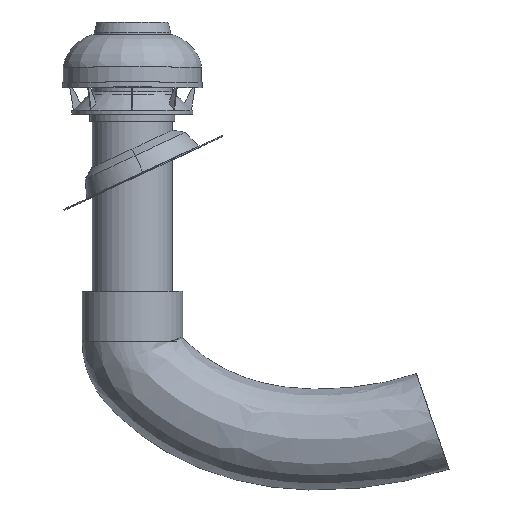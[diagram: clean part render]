
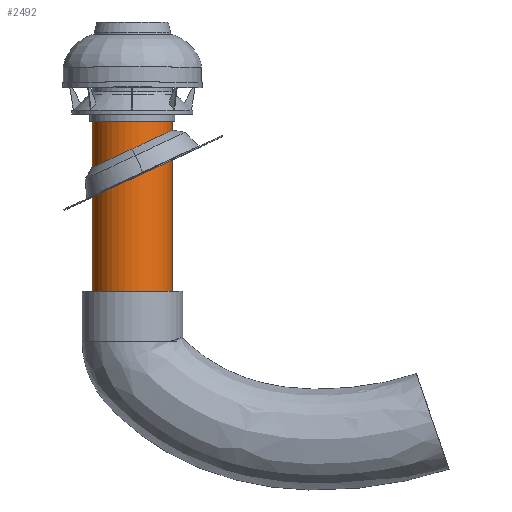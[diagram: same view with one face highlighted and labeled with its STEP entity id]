
A CAD part, top view. The second image highlights one B-rep face of the part: STEP entity #2492.
In plain terms, the highlighted cylindrical face has radius 80 mm (diameter 160 mm), a partial arc.
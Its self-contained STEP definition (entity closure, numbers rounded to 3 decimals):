
#2405=CARTESIAN_POINT('',(0.,20.,0.));
#2406=DIRECTION('',(0.,-1.,0.));
#2407=DIRECTION('',(1.,0.,0.));
#2408=AXIS2_PLACEMENT_3D('',#2405,#2406,#2407);
#2410=DIRECTION('',(0.,-1.,0.));
#2411=VECTOR('',#2410,370.);
#2412=CARTESIAN_POINT('',(80.,20.,0.));
#2413=LINE('',#2412,#2411);
#2419=DIRECTION('',(0.,-1.,0.));
#2420=VECTOR('',#2419,370.);
#2421=CARTESIAN_POINT('',(-80.,20.,0.));
#2422=LINE('',#2421,#2420);
#2446=CARTESIAN_POINT('',(0.,-350.,0.));
#2447=DIRECTION('',(0.,-1.,0.));
#2448=DIRECTION('',(1.,0.,0.));
#2449=AXIS2_PLACEMENT_3D('',#2446,#2447,#2448);
#2461=CARTESIAN_POINT('',(80.,20.,0.));
#2462=CARTESIAN_POINT('',(80.,-350.,0.));
#2463=VERTEX_POINT('',#2461);
#2464=VERTEX_POINT('',#2462);
#2465=CARTESIAN_POINT('',(-80.,20.,0.));
#2466=CARTESIAN_POINT('',(-80.,-350.,0.));
#2467=VERTEX_POINT('',#2465);
#2468=VERTEX_POINT('',#2466);
#2477=CARTESIAN_POINT('',(0.,38.5,0.));
#2478=DIRECTION('',(0.,-1.,0.));
#2479=DIRECTION('',(-1.,0.,0.));
#2480=AXIS2_PLACEMENT_3D('',#2477,#2478,#2479);
#2481=CYLINDRICAL_SURFACE('',#2480,80.);
#2483=ORIENTED_EDGE('',*,*,#2482,.T.);
#2485=ORIENTED_EDGE('',*,*,#2484,.T.);
#2487=ORIENTED_EDGE('',*,*,#2486,.F.);
#2489=ORIENTED_EDGE('',*,*,#2488,.F.);
#2490=EDGE_LOOP('',(#2483,#2485,#2487,#2489));
#2491=FACE_OUTER_BOUND('',#2490,.F.);
#2492=ADVANCED_FACE('',(#2491),#2481,.T.);
#2409=CIRCLE('',#2408,80.);
#2450=CIRCLE('',#2449,80.);
#2482=EDGE_CURVE('',#2463,#2464,#2413,.T.);
#2484=EDGE_CURVE('',#2464,#2468,#2450,.T.);
#2486=EDGE_CURVE('',#2467,#2468,#2422,.T.);
#2488=EDGE_CURVE('',#2463,#2467,#2409,.T.);
